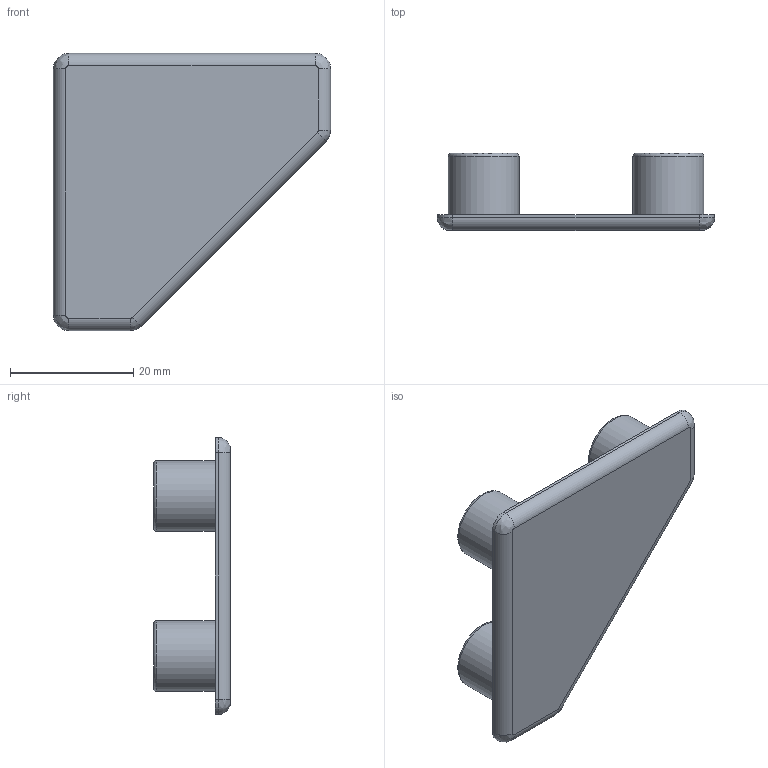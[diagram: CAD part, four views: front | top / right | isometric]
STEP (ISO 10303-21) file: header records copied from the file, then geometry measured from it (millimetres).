
FILE_DESCRIPTION(/* description */ ('STEP AP203'),/* implementation_level */ '2;1');
FILE_NAME(/* name */ 'CC45-45BT.stp',/* time_stamp */ '2022-07-11T10:43:51+02:00',/* author */ ('Alusic'),/* organization */ ('Alusic'),/* preprocessor_version */ 'ST-DEVELOPER v18.1',/* originating_system */ 'Autodesk Inventor 2021',/* authorisation */ '');
FILE_SCHEMA (('AUTOMOTIVE_DESIGN { 1 0 10303 214 3 1 1 }'));
Length unit declared in the file: millimetre
Products named in the file (1): CC45-45BT
Bounding box: 45 x 12.5 x 45 mm (x, y, z)
Volume: 4662 mm3; surface area: 5262.6 mm2
Topology: 1 solids, 1 shells, 37 faces, 77 edges, 48 vertices
Faces by surface type: cylinder 16, plane 13, bspline 5, torus 3
Full cylindrical faces by diameter (mm): 9.5 x3, 11.5 x3
Entity records: 1058 total; most frequent: CARTESIAN_POINT 203, DIRECTION 189, ORIENTED_EDGE 154, AXIS2_PLACEMENT_3D 79, EDGE_CURVE 77, VERTEX_POINT 48, CIRCLE 46, EDGE_LOOP 43
